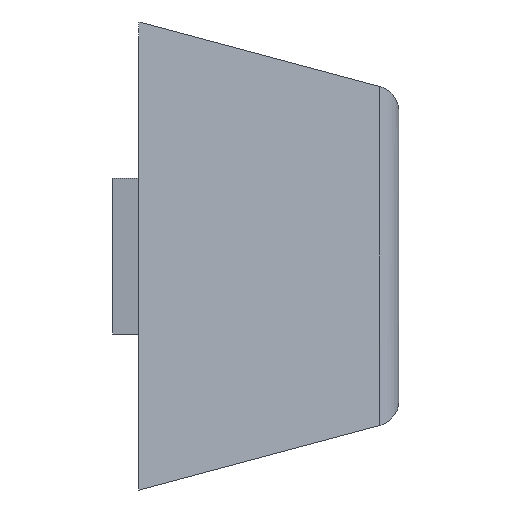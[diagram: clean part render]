
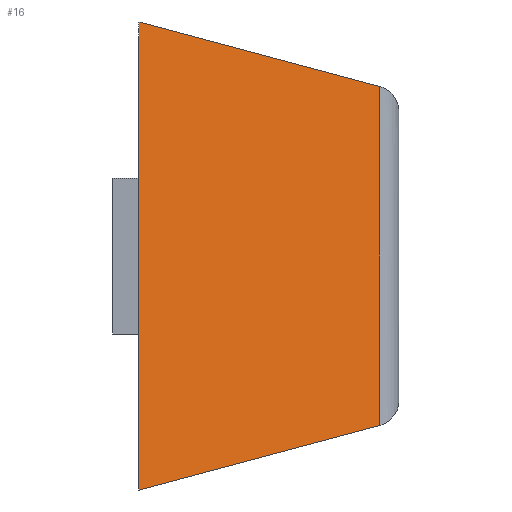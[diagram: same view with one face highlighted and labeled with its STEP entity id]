
A CAD part, left-side view. The second image highlights one B-rep face of the part: STEP entity #16.
In plain terms, the highlighted planar face has unit normal (-0.966, -0.259, 0).
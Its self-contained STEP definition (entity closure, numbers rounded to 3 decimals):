
#8 = VECTOR ( 'NONE', #458, 1000. ) ;
#12 = CARTESIAN_POINT ( 'NONE',  ( -6.519, -9.259, -6.519 ) ) ;
#16 = ADVANCED_FACE ( 'NONE', ( #187 ), #319, .T. ) ;
#26 = VERTEX_POINT ( 'NONE', #454 ) ;
#41 = ORIENTED_EDGE ( 'NONE', *, *, #443, .F. ) ;
#43 = EDGE_CURVE ( 'NONE', #492, #26, #638, .T. ) ;
#72 = VECTOR ( 'NONE', #167, 1000. ) ;
#76 = EDGE_CURVE ( 'NONE', #508, #354, #539, .T. ) ;
#78 = CARTESIAN_POINT ( 'NONE',  ( -9., 0., 9. ) ) ;
#125 = LINE ( 'NONE', #424, #141 ) ;
#135 = LINE ( 'NONE', #78, #639 ) ;
#141 = VECTOR ( 'NONE', #334, 1000. ) ;
#149 = DIRECTION ( 'NONE',  ( 0.259, -0.966, 0. ) ) ;
#164 = LINE ( 'NONE', #171, #302 ) ;
#167 = DIRECTION ( 'NONE',  ( 0., 0., 1. ) ) ;
#170 = CARTESIAN_POINT ( 'NONE',  ( -9., 0., 3. ) ) ;
#171 = CARTESIAN_POINT ( 'NONE',  ( -9., 0., 9. ) ) ;
#175 = CARTESIAN_POINT ( 'NONE',  ( -9., 0., -9. ) ) ;
#187 = FACE_OUTER_BOUND ( 'NONE', #389, .T. ) ;
#196 = ORIENTED_EDGE ( 'NONE', *, *, #43, .F. ) ;
#227 = CARTESIAN_POINT ( 'NONE',  ( -9., 0., 9. ) ) ;
#241 = CARTESIAN_POINT ( 'NONE',  ( -9., 0., 9. ) ) ;
#248 = EDGE_CURVE ( 'NONE', #26, #555, #473, .T. ) ;
#253 = EDGE_CURVE ( 'NONE', #354, #555, #135, .T. ) ;
#284 = ORIENTED_EDGE ( 'NONE', *, *, #248, .F. ) ;
#302 = VECTOR ( 'NONE', #513, 1000. ) ;
#319 = PLANE ( 'NONE',  #353 ) ;
#321 = CARTESIAN_POINT ( 'NONE',  ( -6.519, -9.259, 9. ) ) ;
#324 = ORIENTED_EDGE ( 'NONE', *, *, #76, .T. ) ;
#334 = DIRECTION ( 'NONE',  ( -0.251, 0.935, -0.251 ) ) ;
#336 = CARTESIAN_POINT ( 'NONE',  ( -9., 0., -3. ) ) ;
#344 = VECTOR ( 'NONE', #434, 1000. ) ;
#346 = DIRECTION ( 'NONE',  ( -0.251, 0.935, 0.251 ) ) ;
#353 = AXIS2_PLACEMENT_3D ( 'NONE', #652, #363, #149 ) ;
#354 = VERTEX_POINT ( 'NONE', #452 ) ;
#363 = DIRECTION ( 'NONE',  ( -0.966, -0.259, 0. ) ) ;
#389 = EDGE_LOOP ( 'NONE', ( #41, #324, #393, #284, #196, #591 ) ) ;
#393 = ORIENTED_EDGE ( 'NONE', *, *, #253, .T. ) ;
#424 = CARTESIAN_POINT ( 'NONE',  ( -9., 0., -9. ) ) ;
#434 = DIRECTION ( 'NONE',  ( 0., 0., 1. ) ) ;
#437 = VERTEX_POINT ( 'NONE', #175 ) ;
#443 = EDGE_CURVE ( 'NONE', #508, #437, #125, .T. ) ;
#452 = CARTESIAN_POINT ( 'NONE',  ( -6.519, -9.259, 6.519 ) ) ;
#454 = CARTESIAN_POINT ( 'NONE',  ( -9., 0., 3. ) ) ;
#458 = DIRECTION ( 'NONE',  ( 0., 0., 1. ) ) ;
#473 = LINE ( 'NONE', #241, #344 ) ;
#492 = VERTEX_POINT ( 'NONE', #336 ) ;
#508 = VERTEX_POINT ( 'NONE', #12 ) ;
#513 = DIRECTION ( 'NONE',  ( 0., 0., 1. ) ) ;
#539 = LINE ( 'NONE', #321, #72 ) ;
#542 = EDGE_CURVE ( 'NONE', #437, #492, #164, .T. ) ;
#555 = VERTEX_POINT ( 'NONE', #227 ) ;
#591 = ORIENTED_EDGE ( 'NONE', *, *, #542, .F. ) ;
#638 = LINE ( 'NONE', #170, #8 ) ;
#639 = VECTOR ( 'NONE', #346, 1000. ) ;
#652 = CARTESIAN_POINT ( 'NONE',  ( -9., 0., 9. ) ) ;
